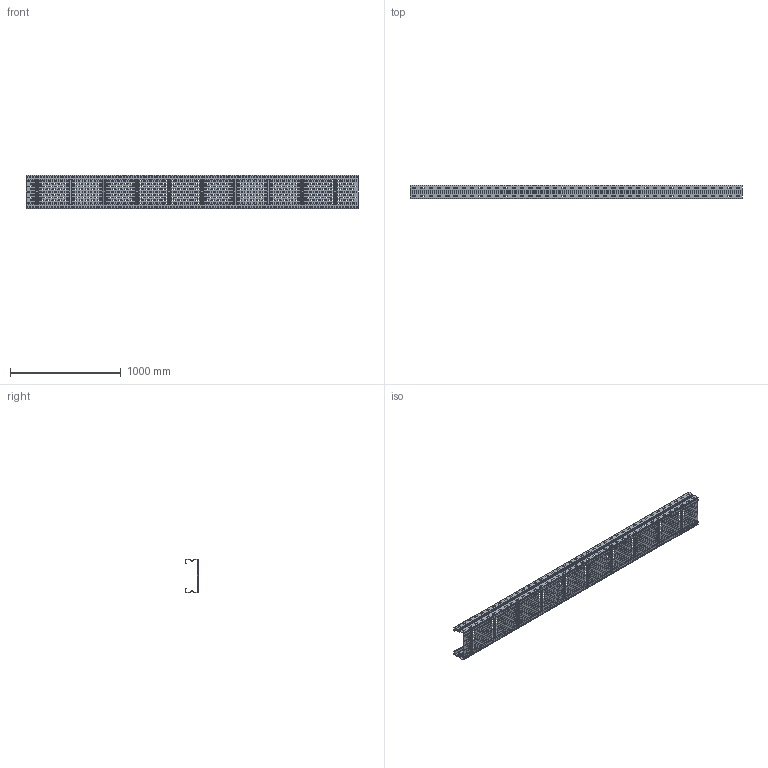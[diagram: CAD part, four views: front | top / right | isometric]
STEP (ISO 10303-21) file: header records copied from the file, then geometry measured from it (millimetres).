
FILE_DESCRIPTION((''),'2;1');
FILE_NAME('240030_ASM','2018-11-28T19:24:27',('tomasz.grudniewski'),(''),'CREO PARAMETRIC BY PTC INC, 2018260','CREO PARAMETRIC BY PTC INC, 2018260','');
FILE_SCHEMA(('CONFIG_CONTROL_DESIGN'));
Products named in the file (3): KSP_DSP_H120_3000_PRT; PASZCZ_300_30000_PRT; 240030_ASM
Assembly tree (3 placements, depth 2):
  240030_ASM
    KSP_DSP_H120_3000_PRT  x2
    PASZCZ_300_30000_PRT
Bounding box: 3000 x 120 x 300 mm (x, y, z)
Volume: 2804487.8 mm3; surface area: 4161441.3 mm2
Topology: 3 solids, 3 shells, 5634 faces, 16372 edges, 10744 vertices
Faces by surface type: plane 3434, cylinder 2200
Entity records: 149336 total; most frequent: CARTESIAN_POINT 25786, ORIENTED_EDGE 25776, DIRECTION 25536, EDGE_CURVE 12888, VECTOR 9156, LINE 9156, VERTEX_POINT 8440, AXIS2_PLACEMENT_3D 8190
